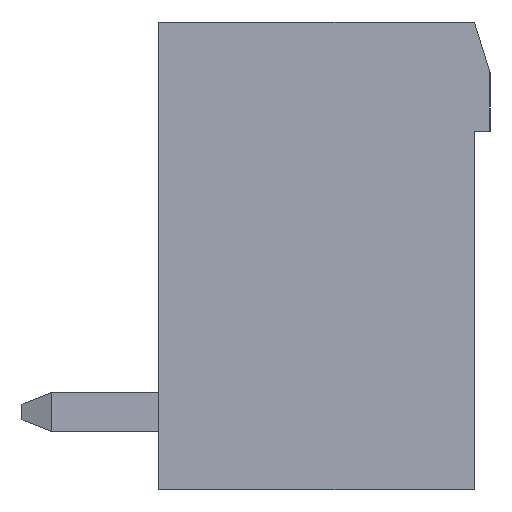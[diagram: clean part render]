
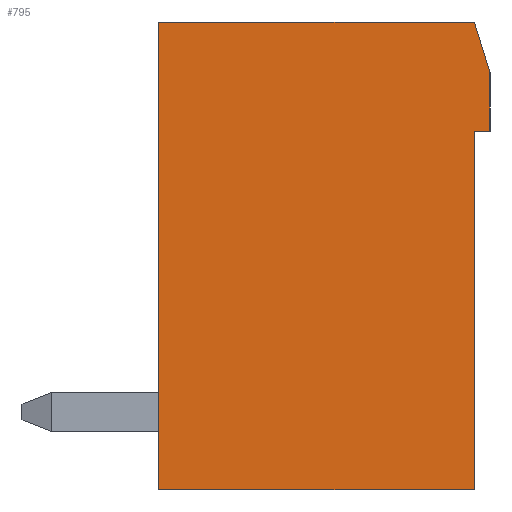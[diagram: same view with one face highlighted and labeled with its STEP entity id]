
A CAD part, left-side view. The second image highlights one B-rep face of the part: STEP entity #795.
In plain terms, the highlighted planar face has unit normal (-1, 0, 0).
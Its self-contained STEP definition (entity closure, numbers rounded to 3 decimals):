
#795 = ADVANCED_FACE( '', ( #1901 ), #1902, .T. );
#1901 = FACE_OUTER_BOUND( '', #3419, .T. );
#1902 = PLANE( '', #3420 );
#3419 = EDGE_LOOP( '', ( #5363, #5364, #5365, #5366, #5367, #5368, #5369 ) );
#3420 = AXIS2_PLACEMENT_3D( '', #5370, #5371, #5372 );
#5363 = ORIENTED_EDGE( '', *, *, #9723, .T. );
#5364 = ORIENTED_EDGE( '', *, *, #9724, .T. );
#5365 = ORIENTED_EDGE( '', *, *, #9725, .T. );
#5366 = ORIENTED_EDGE( '', *, *, #9726, .T. );
#5367 = ORIENTED_EDGE( '', *, *, #9727, .T. );
#5368 = ORIENTED_EDGE( '', *, *, #9728, .T. );
#5369 = ORIENTED_EDGE( '', *, *, #9729, .T. );
#5370 = CARTESIAN_POINT( '', ( -35.56, 0., 0. ) );
#5371 = DIRECTION( '', ( -1., 0., 0. ) );
#5372 = DIRECTION( '', ( 0., 0., 1. ) );
#9723 = EDGE_CURVE( '', #11856, #11857, #11858, .T. );
#9724 = EDGE_CURVE( '', #11857, #11859, #11860, .T. );
#9725 = EDGE_CURVE( '', #11859, #11861, #11862, .T. );
#9726 = EDGE_CURVE( '', #11861, #11863, #11864, .T. );
#9727 = EDGE_CURVE( '', #11863, #11865, #11866, .T. );
#9728 = EDGE_CURVE( '', #11865, #11867, #11868, .T. );
#9729 = EDGE_CURVE( '', #11867, #11856, #11869, .T. );
#11856 = VERTEX_POINT( '', #14886 );
#11857 = VERTEX_POINT( '', #14887 );
#11858 = LINE( '', #14888, #14889 );
#11859 = VERTEX_POINT( '', #14890 );
#11860 = LINE( '', #14891, #14892 );
#11861 = VERTEX_POINT( '', #14893 );
#11862 = LINE( '', #14894, #14895 );
#11863 = VERTEX_POINT( '', #14896 );
#11864 = LINE( '', #14897, #14898 );
#11865 = VERTEX_POINT( '', #14899 );
#11866 = LINE( '', #14900, #14901 );
#11867 = VERTEX_POINT( '', #14902 );
#11868 = LINE( '', #14903, #14904 );
#11869 = LINE( '', #14905, #14906 );
#14886 = CARTESIAN_POINT( '', ( -35.56, -4.45, 4.7 ) );
#14887 = CARTESIAN_POINT( '', ( -35.56, -4.05, 6. ) );
#14888 = CARTESIAN_POINT( '', ( -35.56, -4.45, 4.7 ) );
#14889 = VECTOR( '', #18365, 1000. );
#14890 = CARTESIAN_POINT( '', ( -35.56, 4.05, 6. ) );
#14891 = CARTESIAN_POINT( '', ( -35.56, -4.05, 6. ) );
#14892 = VECTOR( '', #18366, 1000. );
#14893 = CARTESIAN_POINT( '', ( -35.56, 4.05, -6. ) );
#14894 = CARTESIAN_POINT( '', ( -35.56, 4.05, 6. ) );
#14895 = VECTOR( '', #18367, 1000. );
#14896 = CARTESIAN_POINT( '', ( -35.56, -4.05, -6. ) );
#14897 = CARTESIAN_POINT( '', ( -35.56, 4.05, -6. ) );
#14898 = VECTOR( '', #18368, 1000. );
#14899 = CARTESIAN_POINT( '', ( -35.56, -4.05, 3.2 ) );
#14900 = CARTESIAN_POINT( '', ( -35.56, -4.05, -6. ) );
#14901 = VECTOR( '', #18369, 1000. );
#14902 = CARTESIAN_POINT( '', ( -35.56, -4.45, 3.2 ) );
#14903 = CARTESIAN_POINT( '', ( -35.56, -4.05, 3.2 ) );
#14904 = VECTOR( '', #18370, 1000. );
#14905 = CARTESIAN_POINT( '', ( -35.56, -4.45, 3.2 ) );
#14906 = VECTOR( '', #18371, 1000. );
#18365 = DIRECTION( '', ( 0., 0.294, 0.956 ) );
#18366 = DIRECTION( '', ( 0., 1., 0. ) );
#18367 = DIRECTION( '', ( 0., 0., -1. ) );
#18368 = DIRECTION( '', ( 0., -1., 0. ) );
#18369 = DIRECTION( '', ( 0., 0., 1. ) );
#18370 = DIRECTION( '', ( 0., -1., 0. ) );
#18371 = DIRECTION( '', ( 0., 0., 1. ) );
